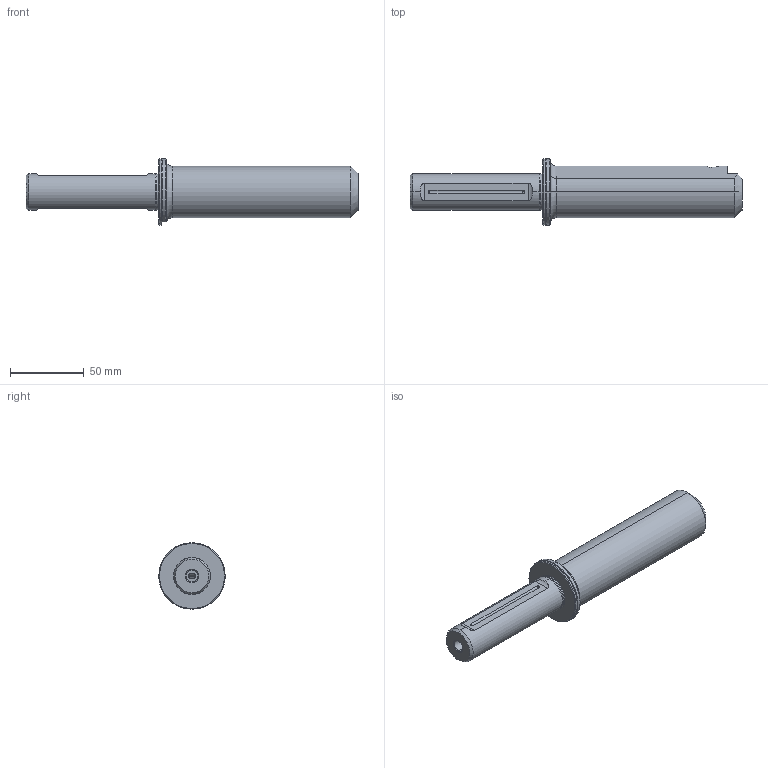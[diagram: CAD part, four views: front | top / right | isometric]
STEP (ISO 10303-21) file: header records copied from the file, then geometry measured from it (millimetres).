
FILE_DESCRIPTION (( 'STEP AP203' ), '1' );
FILE_NAME ('UT-HEX-37_45-25.STEP', '2023-07-18T08:47:17', ( 'TECNICO' ), ( '' ), 'SwSTEP 2.0', 'SolidWorks 2020', '' );
FILE_SCHEMA (( 'CONFIG_CONTROL_DESIGN' ));
Length unit declared in the file: millimetre
Products named in the file (1): UT-HEX-37_45-25
Bounding box: 225 x 45 x 45 mm (x, y, z)
Volume: 155757 mm3; surface area: 29668.8 mm2
Topology: 1 solids, 1 shells, 106 faces, 263 edges, 157 vertices
Faces by surface type: cylinder 35, cone 29, plane 22, torus 12, sphere 8
Entity records: 3420 total; most frequent: CARTESIAN_POINT 843, DIRECTION 551, ORIENTED_EDGE 514, EDGE_CURVE 257, AXIS2_PLACEMENT_3D 223, VERTEX_POINT 157, CIRCLE 116, EDGE_LOOP 112
